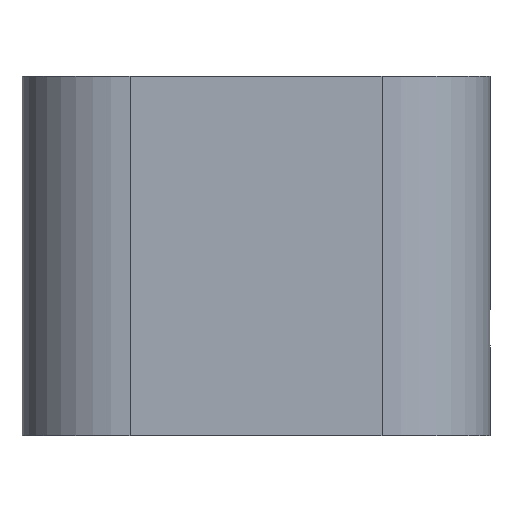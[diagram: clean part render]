
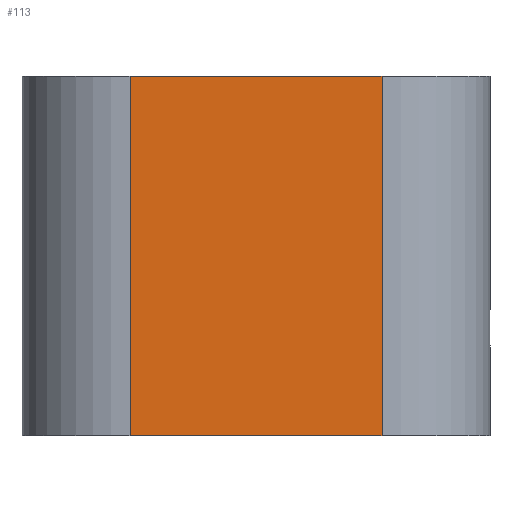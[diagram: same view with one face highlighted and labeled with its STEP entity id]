
A CAD part, left-side view. The second image highlights one B-rep face of the part: STEP entity #113.
In plain terms, the highlighted planar face has unit normal (-1, 0, 0).
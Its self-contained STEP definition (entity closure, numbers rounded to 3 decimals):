
#113 = ADVANCED_FACE( '', ( #253 ), #254, .F. );
#253 = FACE_OUTER_BOUND( '', #394, .T. );
#254 = PLANE( '', #395 );
#394 = EDGE_LOOP( '', ( #632, #633, #634, #635 ) );
#395 = AXIS2_PLACEMENT_3D( '', #636, #637, #638 );
#632 = ORIENTED_EDGE( '', *, *, #775, .T. );
#633 = ORIENTED_EDGE( '', *, *, #751, .F. );
#634 = ORIENTED_EDGE( '', *, *, #709, .F. );
#635 = ORIENTED_EDGE( '', *, *, #784, .T. );
#636 = CARTESIAN_POINT( '', ( -15., 3.5, 10. ) );
#637 = DIRECTION( '', ( 1., 0., 0. ) );
#638 = DIRECTION( '', ( 0., 0., -1. ) );
#709 = EDGE_CURVE( '', #821, #822, #823, .T. );
#751 = EDGE_CURVE( '', #822, #889, #893, .T. );
#775 = EDGE_CURVE( '', #926, #889, #927, .T. );
#784 = EDGE_CURVE( '', #821, #926, #937, .T. );
#821 = VERTEX_POINT( '', #974 );
#822 = VERTEX_POINT( '', #975 );
#823 = LINE( '', #976, #977 );
#889 = VERTEX_POINT( '', #1057 );
#893 = LINE( '', #1062, #1063 );
#926 = VERTEX_POINT( '', #1102 );
#927 = LINE( '', #1103, #1104 );
#937 = LINE( '', #1115, #1116 );
#974 = CARTESIAN_POINT( '', ( -15., 3.5, 10. ) );
#975 = CARTESIAN_POINT( '', ( -15., -3.5, 10. ) );
#976 = CARTESIAN_POINT( '', ( -15., 3.5, 10. ) );
#977 = VECTOR( '', #1161, 1000. );
#1057 = CARTESIAN_POINT( '', ( -15., -3.5, 0. ) );
#1062 = CARTESIAN_POINT( '', ( -15., -3.5, 10. ) );
#1063 = VECTOR( '', #1228, 1000. );
#1102 = CARTESIAN_POINT( '', ( -15., 3.5, 0. ) );
#1103 = CARTESIAN_POINT( '', ( -15., 3.5, 0. ) );
#1104 = VECTOR( '', #1256, 1000. );
#1115 = CARTESIAN_POINT( '', ( -15., 3.5, 10. ) );
#1116 = VECTOR( '', #1267, 1000. );
#1161 = DIRECTION( '', ( 0., -1., 0. ) );
#1228 = DIRECTION( '', ( 0., 0., -1. ) );
#1256 = DIRECTION( '', ( 0., -1., 0. ) );
#1267 = DIRECTION( '', ( 0., 0., -1. ) );
